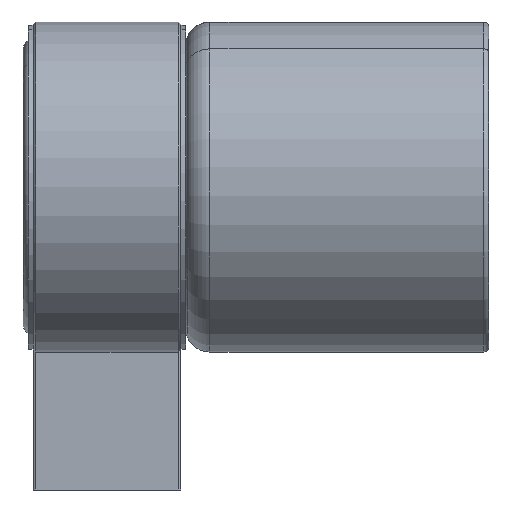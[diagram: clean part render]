
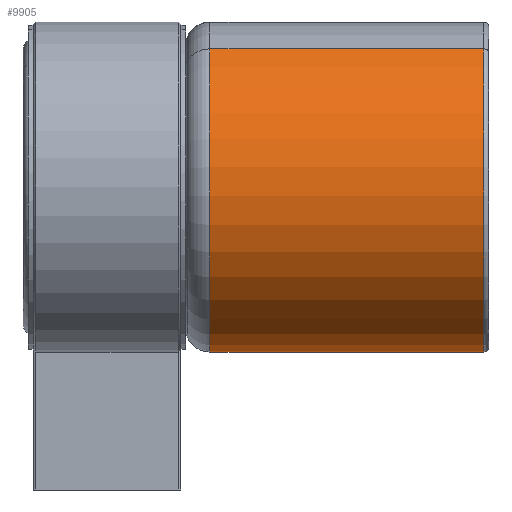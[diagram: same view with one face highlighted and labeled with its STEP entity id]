
A CAD part, left-side view. The second image highlights one B-rep face of the part: STEP entity #9905.
In plain terms, the highlighted cylindrical face has radius 33.5 mm (diameter 67 mm), a partial arc.
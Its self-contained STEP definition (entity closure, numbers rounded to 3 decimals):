
#469 = EDGE_LOOP ( 'NONE', ( #7306, #7307, #7308, #7309 ) ) ;
#579 = CARTESIAN_POINT ( 'NONE',  ( 0., -11.493, -33.5 ) ) ;
#1078 = AXIS2_PLACEMENT_3D ( 'NONE', #2532, #2530, #2528 ) ;
#1676 = LINE ( 'NONE', #8645, #1680 ) ;
#1678 = CIRCLE ( 'NONE', #10900, 33.5 ) ;
#1679 = LINE ( 'NONE', #8636, #1683 ) ;
#1680 = VECTOR ( 'NONE', #8649, 1000. ) ;
#1681 = CIRCLE ( 'NONE', #10901, 33.5 ) ;
#1683 = VECTOR ( 'NONE', #8641, 1000. ) ;
#2528 = DIRECTION ( 'NONE',  ( 0., 0., 1. ) ) ;
#2530 = DIRECTION ( 'NONE',  ( 0., 1., 0. ) ) ;
#2532 = CARTESIAN_POINT ( 'NONE',  ( 0., 0., 0. ) ) ;
#4310 = EDGE_CURVE ( 'NONE', #4601, #4621, #1676, .T. ) ;
#4311 = EDGE_CURVE ( 'NONE', #4621, #4619, #1678, .T. ) ;
#4312 = EDGE_CURVE ( 'NONE', #4601, #4664, #1681, .T. ) ;
#4313 = EDGE_CURVE ( 'NONE', #4664, #4619, #1679, .T. ) ;
#4489 = CARTESIAN_POINT ( 'NONE',  ( 0., 44.107, 33.5 ) ) ;
#4491 = CARTESIAN_POINT ( 'NONE',  ( 0., 44.107, -33.5 ) ) ;
#4509 = CARTESIAN_POINT ( 'NONE',  ( 0., -11.493, 33.5 ) ) ;
#4601 = VERTEX_POINT ( 'NONE', #4509 ) ;
#4619 = VERTEX_POINT ( 'NONE', #4491 ) ;
#4621 = VERTEX_POINT ( 'NONE', #4489 ) ;
#4664 = VERTEX_POINT ( 'NONE', #579 ) ;
#6033 = FACE_OUTER_BOUND ( 'NONE', #469, .T. ) ;
#6048 = CYLINDRICAL_SURFACE ( 'NONE', #1078, 33.5 ) ;
#7306 = ORIENTED_EDGE ( 'NONE', *, *, #4312, .T. ) ;
#7307 = ORIENTED_EDGE ( 'NONE', *, *, #4313, .T. ) ;
#7308 = ORIENTED_EDGE ( 'NONE', *, *, #4311, .F. ) ;
#7309 = ORIENTED_EDGE ( 'NONE', *, *, #4310, .F. ) ;
#8633 = DIRECTION ( 'NONE',  ( 0., 0., 1. ) ) ;
#8634 = DIRECTION ( 'NONE',  ( 0., 1., 0. ) ) ;
#8635 = CARTESIAN_POINT ( 'NONE',  ( 0., -11.493, 0. ) ) ;
#8636 = CARTESIAN_POINT ( 'NONE',  ( 0., 0., -33.5 ) ) ;
#8638 = DIRECTION ( 'NONE',  ( 0., 0., 1. ) ) ;
#8639 = DIRECTION ( 'NONE',  ( 0., 1., 0. ) ) ;
#8640 = CARTESIAN_POINT ( 'NONE',  ( 0., 44.107, 0. ) ) ;
#8641 = DIRECTION ( 'NONE',  ( 0., 1., 0. ) ) ;
#8645 = CARTESIAN_POINT ( 'NONE',  ( 0., 0., 33.5 ) ) ;
#8649 = DIRECTION ( 'NONE',  ( 0., 1., 0. ) ) ;
#9905 = ADVANCED_FACE ( 'NONE', ( #6033 ), #6048, .T. ) ;
#10900 = AXIS2_PLACEMENT_3D ( 'NONE', #8640, #8639, #8638 ) ;
#10901 = AXIS2_PLACEMENT_3D ( 'NONE', #8635, #8634, #8633 ) ;
